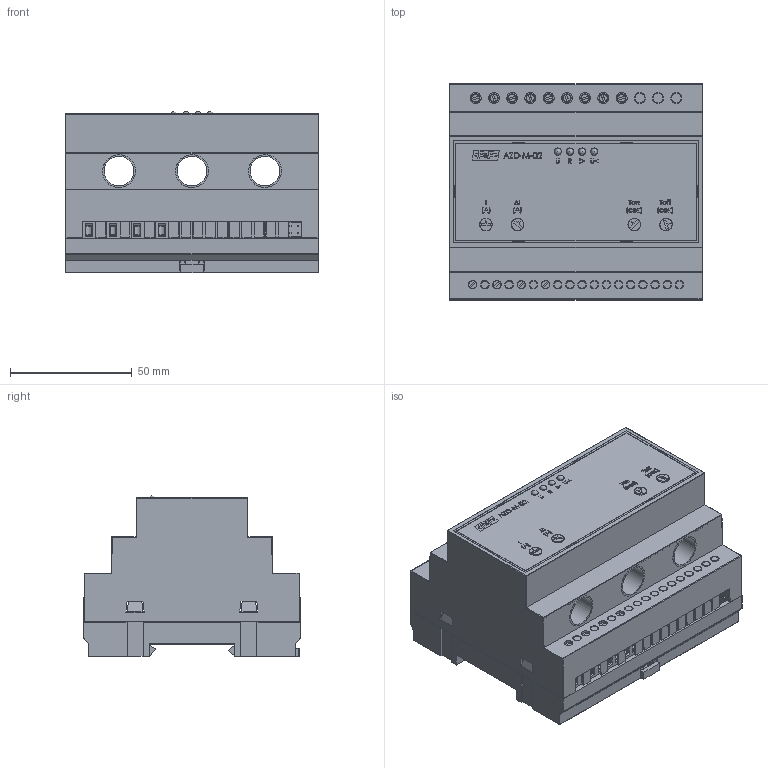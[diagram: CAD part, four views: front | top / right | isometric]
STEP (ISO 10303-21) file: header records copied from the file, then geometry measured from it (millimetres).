
FILE_DESCRIPTION(('STEP AP242'), '1');
FILE_NAME('AZD-M-02 鼁闉罻', '', ('UNSPECIFIED'), ('UNSPECIFIED'), 'C3D Converter', 'C3D Toolkit', '');
FILE_SCHEMA(('AP242_MANAGED_MODEL_BASED_3D_ENGINEERING_MIM_LF { 1 0 10303 442 1 1 4 }'));
Length unit declared in the file: millimetre
Assembly tree (27 placements, depth 3):
  (unnamed)
    (unnamed)
      (unnamed)
      (unnamed)
      (unnamed)  x2
      (unnamed)
    (unnamed)
    (unnamed)  x5
      (unnamed)
    (unnamed)  x4
      (unnamed)
    (unnamed)
    (unnamed)  x4
    (unnamed)
    (unnamed)
Bounding box: 104 x 89.14 x 66.2 mm (x, y, z)
Volume: 80723 mm3; surface area: 116057.2 mm2
Topology: 86 solids, 86 shells, 2308 faces, 6114 edges, 4018 vertices
Faces by surface type: plane 1602, extrusion 316, cylinder 283, cone 76, sphere 23, torus 8
Full cylindrical faces by diameter (mm): 1.6 x4, 2 x18, 2.6 x4, 3 x4, 3.5 x22, 4.5 x9, 5 x4, 6.5 x4, 12.2 x3, 13.48 x3, 13.5 x6
Entity records: 59155 total; most frequent: CARTESIAN_POINT 11197, ORIENTED_EDGE 8858, DIRECTION 7270, EDGE_CURVE 4429, VECTOR 3572, LINE 3256, VERTEX_POINT 2952, EDGE_LOOP 1991
